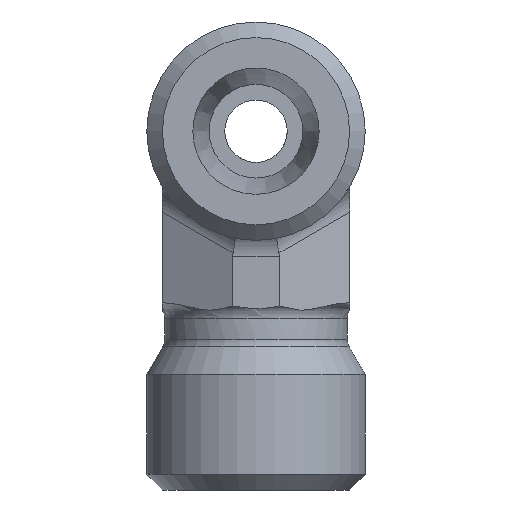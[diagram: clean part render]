
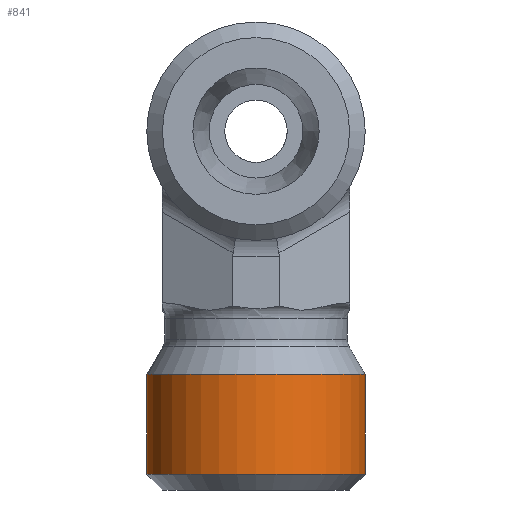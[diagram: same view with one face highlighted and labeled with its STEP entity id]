
A CAD part, front view. The second image highlights one B-rep face of the part: STEP entity #841.
In plain terms, the highlighted cylindrical face has radius 7 mm (diameter 14 mm), a full revolution.
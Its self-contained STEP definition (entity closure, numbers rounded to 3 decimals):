
#810=CARTESIAN_POINT('',(-12.685,9.544,-9.5));
#811=VERTEX_POINT('',#810);
#812=CARTESIAN_POINT('',(-19.685,9.544,-9.5));
#813=DIRECTION('',(0.0,0.0,-1.0));
#814=DIRECTION('',(-1.0,0.0,0.0));
#815=AXIS2_PLACEMENT_3D('',#812,#813,#814);
#816=CIRCLE('',#815,7.);
#817=EDGE_CURVE('',#811,#811,#816,.T.);
#822=CARTESIAN_POINT('',(-19.685,9.544,-10.5));
#823=DIRECTION('',(0.,0.,1.0));
#824=DIRECTION('',(-1.0,0.0,0.0));
#825=AXIS2_PLACEMENT_3D('',#822,#823,#824);
#826=CYLINDRICAL_SURFACE('',#825,7.);
#827=CARTESIAN_POINT('',(-26.685,9.544,-3.092));
#828=VERTEX_POINT('',#827);
#829=CARTESIAN_POINT('',(-19.685,9.544,-3.092));
#830=DIRECTION('',(0.0,0.0,-1.0));
#831=DIRECTION('',(-1.0,0.0,0.0));
#832=AXIS2_PLACEMENT_3D('',#829,#830,#831);
#833=CIRCLE('',#832,7.);
#834=EDGE_CURVE('',#828,#828,#833,.T.);
#835=ORIENTED_EDGE('',*,*,#834,.T.);
#836=EDGE_LOOP('',(#835));
#837=FACE_OUTER_BOUND('',#836,.T.);
#838=ORIENTED_EDGE('',*,*,#817,.F.);
#839=EDGE_LOOP('',(#838));
#840=FACE_BOUND('',#839,.T.);
#841=ADVANCED_FACE('',(#837,#840),#826,.T.);
